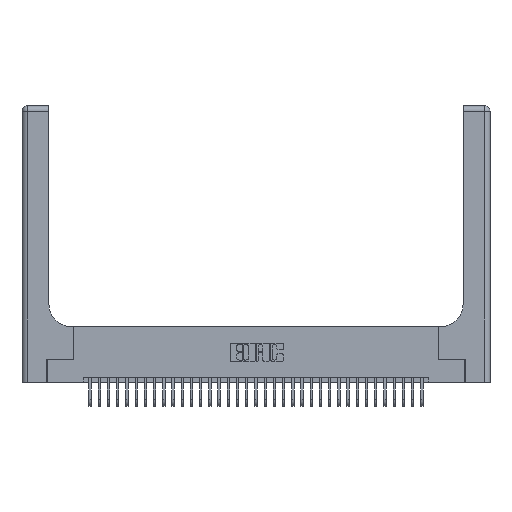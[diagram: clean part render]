
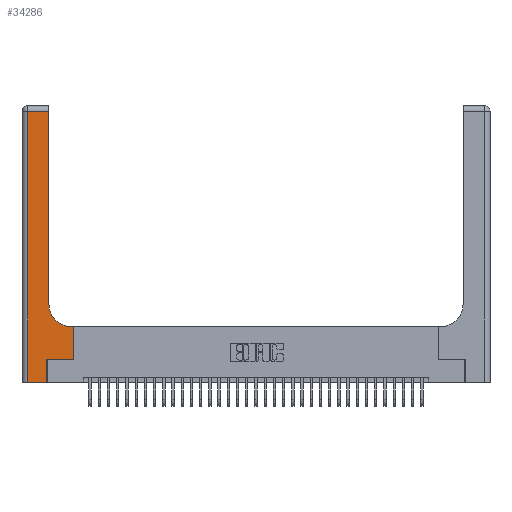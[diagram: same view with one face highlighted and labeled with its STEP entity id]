
A CAD part, top view. The second image highlights one B-rep face of the part: STEP entity #34286.
In plain terms, the highlighted planar face has unit normal (0, 0, 1).
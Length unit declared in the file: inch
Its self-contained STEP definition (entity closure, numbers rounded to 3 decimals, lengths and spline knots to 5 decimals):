
#278 = VECTOR ( 'NONE', #24444, 39.37008 ) ;
#1549 = CARTESIAN_POINT ( 'NONE',  ( 0.2915, 2.94, 0.37 ) ) ;
#1755 = VERTEX_POINT ( 'NONE', #23097 ) ;
#1792 = CARTESIAN_POINT ( 'NONE',  ( 0.2915, 0.85, 0.37 ) ) ;
#1909 = VECTOR ( 'NONE', #15661, 39.37008 ) ;
#2007 = ORIENTED_EDGE ( 'NONE', *, *, #13793, .T. ) ;
#2587 = DIRECTION ( 'NONE',  ( -1., 0., 0. ) ) ;
#2761 = VECTOR ( 'NONE', #10913, 39.37008 ) ;
#3272 = DIRECTION ( 'NONE',  ( 1., 0., 0. ) ) ;
#3777 = LINE ( 'NONE', #22350, #25037 ) ;
#3812 = CARTESIAN_POINT ( 'NONE',  ( 0.269, 0.25, 0.37 ) ) ;
#4851 = CARTESIAN_POINT ( 'NONE',  ( 0.5415, 0.85, 0.37 ) ) ;
#5492 = CARTESIAN_POINT ( 'NONE',  ( 0.269, 0., 0.37 ) ) ;
#5558 = LINE ( 'NONE', #24020, #12184 ) ;
#6384 = EDGE_CURVE ( 'NONE', #1755, #32709, #25524, .T. ) ;
#7034 = ORIENTED_EDGE ( 'NONE', *, *, #17926, .T. ) ;
#7798 = DIRECTION ( 'NONE',  ( 0., 1., 0. ) ) ;
#8083 = ORIENTED_EDGE ( 'NONE', *, *, #18065, .T. ) ;
#8348 = DIRECTION ( 'NONE',  ( 1., 0., 0. ) ) ;
#8374 = VECTOR ( 'NONE', #20205, 39.37008 ) ;
#10159 = ORIENTED_EDGE ( 'NONE', *, *, #30188, .T. ) ;
#10241 = CARTESIAN_POINT ( 'NONE',  ( 0.2915, 3., 0.37 ) ) ;
#10863 = AXIS2_PLACEMENT_3D ( 'NONE', #4851, #27949, #8348 ) ;
#10913 = DIRECTION ( 'NONE',  ( 0., 1., 0. ) ) ;
#12184 = VECTOR ( 'NONE', #27995, 39.37008 ) ;
#13099 = CARTESIAN_POINT ( 'NONE',  ( 0.269, 0.25, 0.37 ) ) ;
#13501 = LINE ( 'NONE', #5492, #20091 ) ;
#13793 = EDGE_CURVE ( 'NONE', #28438, #35061, #34380, .T. ) ;
#13952 = PLANE ( 'NONE',  #16442 ) ;
#15267 = VERTEX_POINT ( 'NONE', #30532 ) ;
#15485 = ORIENTED_EDGE ( 'NONE', *, *, #6384, .T. ) ;
#15657 = VERTEX_POINT ( 'NONE', #3812 ) ;
#15661 = DIRECTION ( 'NONE',  ( -1., 0., 0. ) ) ;
#16442 = AXIS2_PLACEMENT_3D ( 'NONE', #25161, #33826, #2587 ) ;
#16685 = CARTESIAN_POINT ( 'NONE',  ( 0.06, 3., 0.37 ) ) ;
#17926 = EDGE_CURVE ( 'NONE', #35061, #1755, #5558, .T. ) ;
#18065 = EDGE_CURVE ( 'NONE', #32709, #34636, #3777, .T. ) ;
#18475 = CIRCLE ( 'NONE', #10863, 0.25 ) ;
#18573 = ORIENTED_EDGE ( 'NONE', *, *, #30662, .T. ) ;
#18743 = EDGE_CURVE ( 'NONE', #34636, #15657, #13501, .T. ) ;
#18756 = ORIENTED_EDGE ( 'NONE', *, *, #21729, .T. ) ;
#18909 = FACE_OUTER_BOUND ( 'NONE', #31934, .T. ) ;
#20091 = VECTOR ( 'NONE', #28110, 39.37008 ) ;
#20205 = DIRECTION ( 'NONE',  ( 0., -1., 0. ) ) ;
#20505 = EDGE_CURVE ( 'NONE', #34323, #23921, #33755, .T. ) ;
#21729 = EDGE_CURVE ( 'NONE', #15267, #34323, #30181, .T. ) ;
#22323 = ORIENTED_EDGE ( 'NONE', *, *, #18743, .T. ) ;
#22350 = CARTESIAN_POINT ( 'NONE',  ( 0., 0., 0.37 ) ) ;
#23097 = CARTESIAN_POINT ( 'NONE',  ( 0.06, 2.94, 0.37 ) ) ;
#23921 = VERTEX_POINT ( 'NONE', #26898 ) ;
#24020 = CARTESIAN_POINT ( 'NONE',  ( 0., 2.94, 0.37 ) ) ;
#24444 = DIRECTION ( 'NONE',  ( 1., 0., 0. ) ) ;
#24503 = CARTESIAN_POINT ( 'NONE',  ( 0.2915, 0.6, 0.37 ) ) ;
#24601 = CARTESIAN_POINT ( 'NONE',  ( 0.5585, 0.25, 0.37 ) ) ;
#25037 = VECTOR ( 'NONE', #3272, 39.37008 ) ;
#25161 = CARTESIAN_POINT ( 'NONE',  ( 0., 3., 0.37 ) ) ;
#25524 = LINE ( 'NONE', #16685, #8374 ) ;
#26865 = VECTOR ( 'NONE', #7798, 39.37008 ) ;
#26898 = CARTESIAN_POINT ( 'NONE',  ( 0.5415, 0.6, 0.37 ) ) ;
#27949 = DIRECTION ( 'NONE',  ( 0., 0., -1. ) ) ;
#27995 = DIRECTION ( 'NONE',  ( -1., 0., 0. ) ) ;
#28110 = DIRECTION ( 'NONE',  ( 0., 1., 0. ) ) ;
#28438 = VERTEX_POINT ( 'NONE', #1792 ) ;
#30181 = LINE ( 'NONE', #24601, #2761 ) ;
#30188 = EDGE_CURVE ( 'NONE', #23921, #28438, #18475, .T. ) ;
#30401 = ORIENTED_EDGE ( 'NONE', *, *, #20505, .T. ) ;
#30532 = CARTESIAN_POINT ( 'NONE',  ( 0.5585, 0.25, 0.37 ) ) ;
#30662 = EDGE_CURVE ( 'NONE', #15657, #15267, #31267, .T. ) ;
#30884 = CARTESIAN_POINT ( 'NONE',  ( 0.269, 0., 0.37 ) ) ;
#31267 = LINE ( 'NONE', #13099, #278 ) ;
#31934 = EDGE_LOOP ( 'NONE', ( #2007, #7034, #15485, #8083, #22323, #18573, #18756, #30401, #10159 ) ) ;
#32709 = VERTEX_POINT ( 'NONE', #33146 ) ;
#33146 = CARTESIAN_POINT ( 'NONE',  ( 0.06, 0., 0.37 ) ) ;
#33755 = LINE ( 'NONE', #24503, #1909 ) ;
#33826 = DIRECTION ( 'NONE',  ( 0., 0., -1. ) ) ;
#34286 = ADVANCED_FACE ( 'NONE', ( #18909 ), #13952, .F. ) ;
#34323 = VERTEX_POINT ( 'NONE', #35300 ) ;
#34380 = LINE ( 'NONE', #10241, #26865 ) ;
#34636 = VERTEX_POINT ( 'NONE', #30884 ) ;
#35061 = VERTEX_POINT ( 'NONE', #1549 ) ;
#35300 = CARTESIAN_POINT ( 'NONE',  ( 0.5585, 0.6, 0.37 ) ) ;
